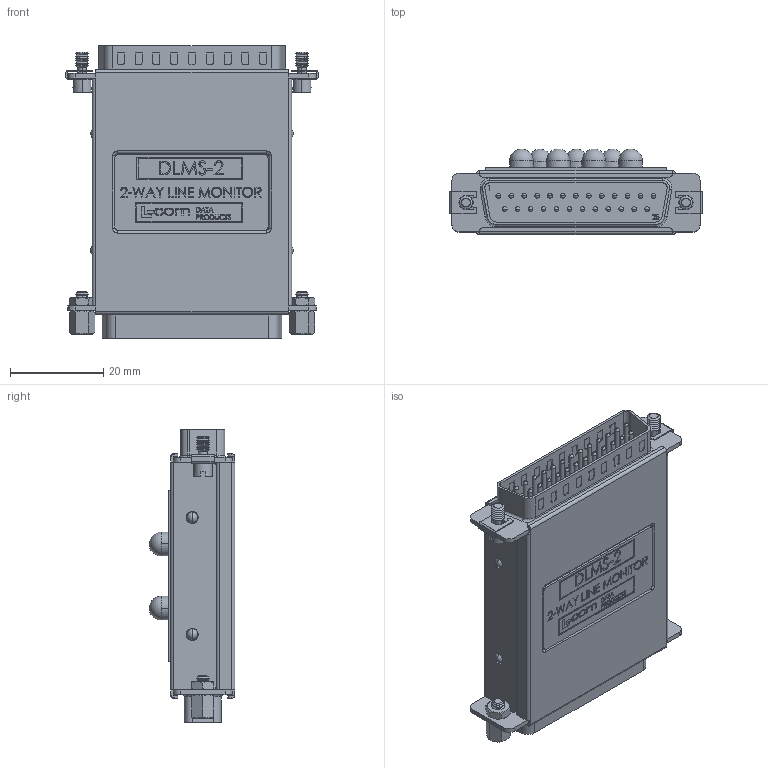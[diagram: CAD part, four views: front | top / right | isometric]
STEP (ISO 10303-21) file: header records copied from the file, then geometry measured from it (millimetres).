
FILE_DESCRIPTION (( 'STEP AP214' ), '1' );
FILE_NAME ('DLMS-2.STEP', '2012-10-23T16:17:48', ( 'x' ), ( '' ), 'SwSTEP 2.0', 'SolidWorks 2012', '' );
FILE_SCHEMA (( 'AUTOMOTIVE_DESIGN' ));
Length unit declared in the file: inch
Products named in the file (12): DLMS-2-MA2; DLMS-2-MA1; 3AA02-005; 3AA05-004_.200 HEX HEIGHT; SDF1-PROD; SDF1-MA1; SDF1-MA2; SD25S; SD25P_Supplier Connector; DIY-MA2; DIY-MA1; DLMS-2
Assembly tree (14 placements, depth 3):
  DLMS-2
    DIY-MA1
    DIY-MA2
    SD25P_Supplier Connector
    SD25S
    SDF1-PROD  x2
      SDF1-MA2
      SDF1-MA1
    3AA05-004_.200 HEX HEIGHT  x2
    3AA02-005  x2
    DLMS-2-MA1
    DLMS-2-MA2
Bounding box: 53.95 x 18.32 x 62.53 mm (x, y, z)
Volume: 10669.3 mm3; surface area: 24431.5 mm2
Topology: 14 solids, 14 shells, 2710 faces, 6836 edges, 4347 vertices
Faces by surface type: plane 1460, cylinder 556, bspline 438, cone 128, sphere 87, torus 41
Entity records: 122620 total; most frequent: CARTESIAN_POINT 38075, ORIENTED_EDGE 12664, DIRECTION 10897, EDGE_CURVE 6332, VECTOR 4225, LINE 4225, VERTEX_POINT 4074, AXIS2_PLACEMENT_3D 3336
